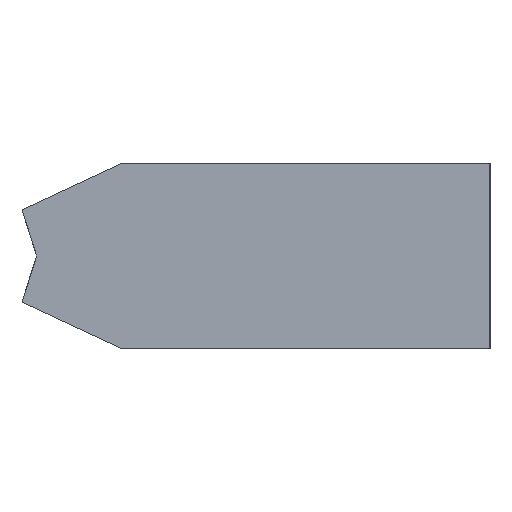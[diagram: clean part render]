
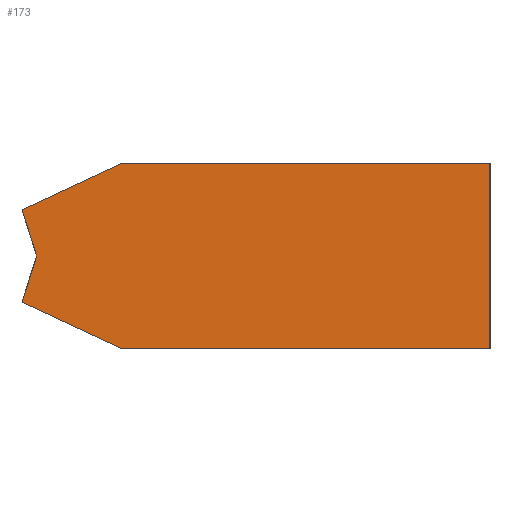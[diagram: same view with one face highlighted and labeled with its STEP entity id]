
A CAD part, left-side view. The second image highlights one B-rep face of the part: STEP entity #173.
In plain terms, the highlighted planar face has unit normal (-1, 0, 0).
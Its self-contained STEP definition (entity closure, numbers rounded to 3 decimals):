
#173 = ADVANCED_FACE( '', ( #416 ), #417, .F. );
#416 = FACE_OUTER_BOUND( '', #778, .T. );
#417 = PLANE( '', #779 );
#778 = EDGE_LOOP( '', ( #1237, #1238, #1239, #1240, #1241, #1242, #1243 ) );
#779 = AXIS2_PLACEMENT_3D( '', #1244, #1245, #1246 );
#1237 = ORIENTED_EDGE( '', *, *, #1708, .F. );
#1238 = ORIENTED_EDGE( '', *, *, #1648, .F. );
#1239 = ORIENTED_EDGE( '', *, *, #1705, .F. );
#1240 = ORIENTED_EDGE( '', *, *, #1709, .F. );
#1241 = ORIENTED_EDGE( '', *, *, #1685, .F. );
#1242 = ORIENTED_EDGE( '', *, *, #1710, .F. );
#1243 = ORIENTED_EDGE( '', *, *, #1711, .F. );
#1244 = CARTESIAN_POINT( '', ( 0., 0., 0. ) );
#1245 = DIRECTION( '', ( 1., 0., 0. ) );
#1246 = DIRECTION( '', ( 0., 0., -1. ) );
#1648 = EDGE_CURVE( '', #1899, #1900, #1901, .T. );
#1685 = EDGE_CURVE( '', #1961, #1962, #1963, .T. );
#1705 = EDGE_CURVE( '', #1992, #1899, #1994, .T. );
#1708 = EDGE_CURVE( '', #1900, #1997, #1998, .T. );
#1709 = EDGE_CURVE( '', #1962, #1992, #1999, .T. );
#1710 = EDGE_CURVE( '', #2000, #1961, #2001, .T. );
#1711 = EDGE_CURVE( '', #1997, #2000, #2002, .T. );
#1899 = VERTEX_POINT( '', #2231 );
#1900 = VERTEX_POINT( '', #2232 );
#1901 = LINE( '', #2233, #2234 );
#1961 = VERTEX_POINT( '', #2303 );
#1962 = VERTEX_POINT( '', #2304 );
#1963 = LINE( '', #2305, #2306 );
#1992 = VERTEX_POINT( '', #2344 );
#1994 = LINE( '', #2347, #2348 );
#1997 = VERTEX_POINT( '', #2352 );
#1998 = LINE( '', #2353, #2354 );
#1999 = LINE( '', #2355, #2356 );
#2000 = VERTEX_POINT( '', #2357 );
#2001 = LINE( '', #2358, #2359 );
#2002 = LINE( '', #2360, #2361 );
#2231 = CARTESIAN_POINT( '', ( 0., 50.544, 5. ) );
#2232 = CARTESIAN_POINT( '', ( 0., 39.821, 10. ) );
#2233 = CARTESIAN_POINT( '', ( 0., 50.544, 5. ) );
#2234 = VECTOR( '', #2609, 1000. );
#2303 = CARTESIAN_POINT( '', ( 0., 39.821, -10. ) );
#2304 = CARTESIAN_POINT( '', ( 0., 50.544, -5. ) );
#2305 = CARTESIAN_POINT( '', ( 0., 39.821, -10. ) );
#2306 = VECTOR( '', #2667, 1000. );
#2344 = CARTESIAN_POINT( '', ( 0., 48.967, 0. ) );
#2347 = CARTESIAN_POINT( '', ( 0., 48.967, 0. ) );
#2348 = VECTOR( '', #2696, 1000. );
#2352 = CARTESIAN_POINT( '', ( 0., 0., 10. ) );
#2353 = CARTESIAN_POINT( '', ( 0., 39.821, 10. ) );
#2354 = VECTOR( '', #2698, 1000. );
#2355 = CARTESIAN_POINT( '', ( 0., 50.544, -5. ) );
#2356 = VECTOR( '', #2699, 1000. );
#2357 = CARTESIAN_POINT( '', ( 0., 0., -10. ) );
#2358 = CARTESIAN_POINT( '', ( 0., 0., -10. ) );
#2359 = VECTOR( '', #2700, 1000. );
#2360 = CARTESIAN_POINT( '', ( 0., 0., 10. ) );
#2361 = VECTOR( '', #2701, 1000. );
#2609 = DIRECTION( '', ( 0., -0.906, 0.423 ) );
#2667 = DIRECTION( '', ( 0., 0.906, 0.423 ) );
#2696 = DIRECTION( '', ( 0., 0.301, 0.954 ) );
#2698 = DIRECTION( '', ( 0., -1., 0. ) );
#2699 = DIRECTION( '', ( 0., -0.301, 0.954 ) );
#2700 = DIRECTION( '', ( 0., 1., 0. ) );
#2701 = DIRECTION( '', ( 0., 0., -1. ) );
